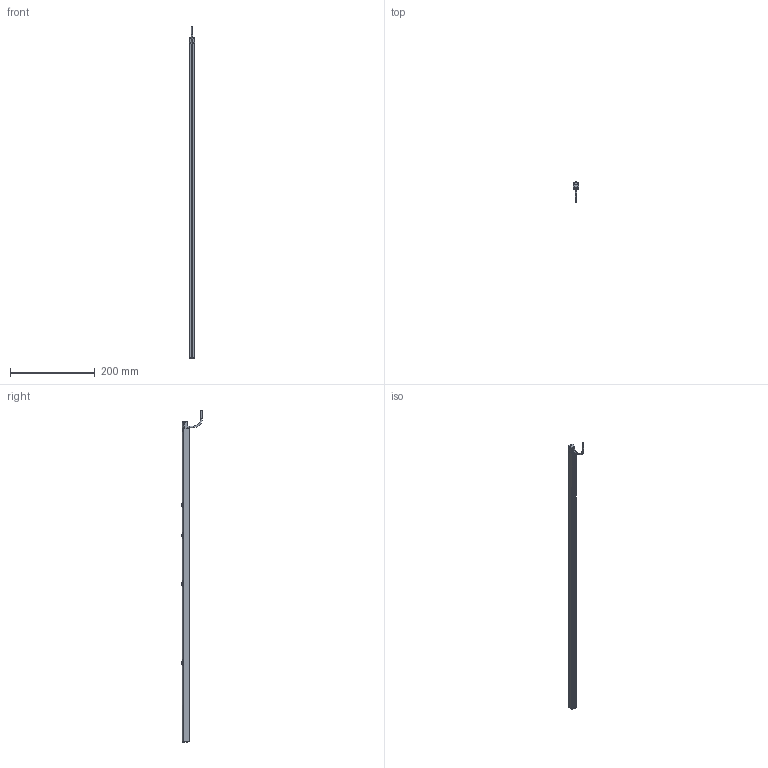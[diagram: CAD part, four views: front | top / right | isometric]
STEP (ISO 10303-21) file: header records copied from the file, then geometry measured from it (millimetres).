
FILE_DESCRIPTION((''),'2;1');
FILE_NAME('221139_SM01','2021-01-04T11:03:35',('jkuehl'),('BANNER ENGINEERING CORP.'),'CREO PARAMETRIC BY PTC INC, 2019292','CREO PARAMETRIC BY PTC INC, 2019292','');
FILE_SCHEMA(('CONFIG_CONTROL_DESIGN','SHAPE_APPEARANCE_LAYERS_GROUPS'));
Products named in the file (1): 221139_SM01
Bounding box: 12 x 49.1 x 783.15 mm (x, y, z)
Volume: 96702.8 mm3; surface area: 103381.7 mm2
Topology: 3 solids, 3 shells, 778 faces, 2031 edges, 1246 vertices
Faces by surface type: bspline 280, plane 219, cylinder 164, cone 63, sphere 18, torus 14, revolution 12, extrusion 8
Entity records: 58613 total; most frequent: CARTESIAN_POINT 37023, ORIENTED_EDGE 4034, DIRECTION 2354, EDGE_CURVE 2017, VERTEX_POINT 1246, B_SPLINE_CURVE_WITH_KNOTS 1013, AXIS2_PLACEMENT_3D 832, EDGE_LOOP 807
